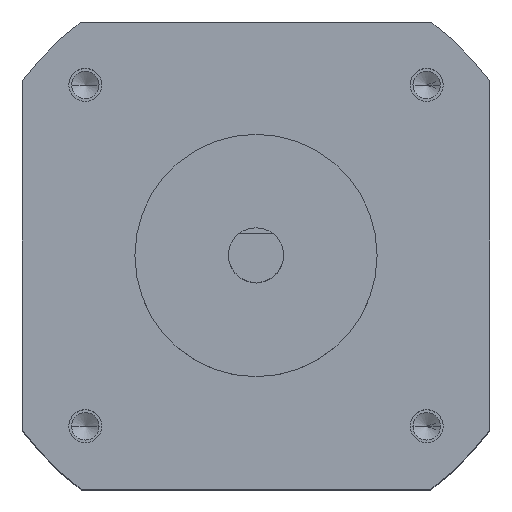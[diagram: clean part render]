
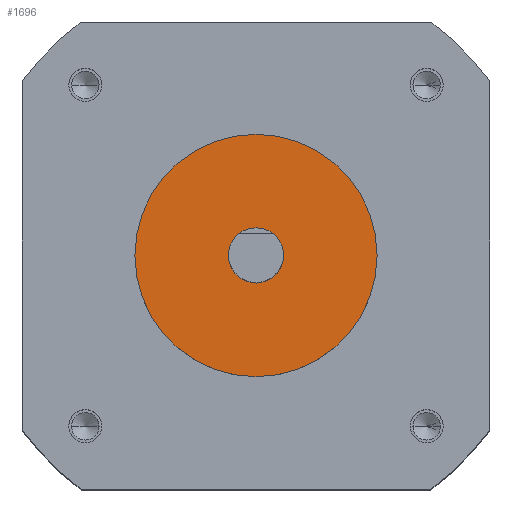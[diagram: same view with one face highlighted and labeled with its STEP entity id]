
A CAD part, top view. The second image highlights one B-rep face of the part: STEP entity #1696.
In plain terms, the highlighted planar face has unit normal (0, 0, 1).
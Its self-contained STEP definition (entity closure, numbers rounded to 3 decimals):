
#29 = CARTESIAN_POINT ( 'NONE',  ( -2.5, 0., 2. ) ) ;
#35 = VERTEX_POINT ( 'NONE', #512 ) ;
#55 = EDGE_LOOP ( 'NONE', ( #630, #1623 ) ) ;
#89 = AXIS2_PLACEMENT_3D ( 'NONE', #982, #1418, #326 ) ;
#118 = EDGE_CURVE ( 'NONE', #450, #1131, #1789, .T. ) ;
#127 = CARTESIAN_POINT ( 'NONE',  ( 0., 0., 2. ) ) ;
#269 = FACE_BOUND ( 'NONE', #55, .T. ) ;
#277 = DIRECTION ( 'NONE',  ( -1., 0., 0. ) ) ;
#326 = DIRECTION ( 'NONE',  ( -1., 0., 0. ) ) ;
#352 = EDGE_CURVE ( 'NONE', #1131, #450, #1602, .T. ) ;
#358 = DIRECTION ( 'NONE',  ( -1., 0., 0. ) ) ;
#361 = EDGE_CURVE ( 'NONE', #35, #1650, #1648, .T. ) ;
#383 = PLANE ( 'NONE',  #1776 ) ;
#394 = CARTESIAN_POINT ( 'NONE',  ( 0., 0., 2. ) ) ;
#450 = VERTEX_POINT ( 'NONE', #832 ) ;
#465 = DIRECTION ( 'NONE',  ( 0., 0., -1. ) ) ;
#512 = CARTESIAN_POINT ( 'NONE',  ( 11., 0., 2. ) ) ;
#630 = ORIENTED_EDGE ( 'NONE', *, *, #352, .T. ) ;
#649 = CARTESIAN_POINT ( 'NONE',  ( -11., 0., 2. ) ) ;
#739 = AXIS2_PLACEMENT_3D ( 'NONE', #127, #1751, #1504 ) ;
#759 = AXIS2_PLACEMENT_3D ( 'NONE', #1100, #806, #277 ) ;
#806 = DIRECTION ( 'NONE',  ( 0., 0., -1. ) ) ;
#832 = CARTESIAN_POINT ( 'NONE',  ( 2.5, 0., 2. ) ) ;
#982 = CARTESIAN_POINT ( 'NONE',  ( 0., 0., 2. ) ) ;
#1059 = CIRCLE ( 'NONE', #89, 11. ) ;
#1100 = CARTESIAN_POINT ( 'NONE',  ( 0., 0., 2. ) ) ;
#1131 = VERTEX_POINT ( 'NONE', #29 ) ;
#1169 = ORIENTED_EDGE ( 'NONE', *, *, #1357, .F. ) ;
#1296 = DIRECTION ( 'NONE',  ( -1., 0., 0. ) ) ;
#1356 = FACE_OUTER_BOUND ( 'NONE', #1684, .T. ) ;
#1357 = EDGE_CURVE ( 'NONE', #1650, #35, #1059, .T. ) ;
#1374 = DIRECTION ( 'NONE',  ( 0., 0., -1. ) ) ;
#1418 = DIRECTION ( 'NONE',  ( 0., 0., -1. ) ) ;
#1426 = AXIS2_PLACEMENT_3D ( 'NONE', #1697, #1374, #1296 ) ;
#1504 = DIRECTION ( 'NONE',  ( -1., 0., 0. ) ) ;
#1602 = CIRCLE ( 'NONE', #759, 2.5 ) ;
#1623 = ORIENTED_EDGE ( 'NONE', *, *, #118, .T. ) ;
#1648 = CIRCLE ( 'NONE', #739, 11. ) ;
#1650 = VERTEX_POINT ( 'NONE', #649 ) ;
#1684 = EDGE_LOOP ( 'NONE', ( #1169, #1890 ) ) ;
#1696 = ADVANCED_FACE ( 'NONE', ( #1356, #269 ), #383, .F. ) ;
#1697 = CARTESIAN_POINT ( 'NONE',  ( 0., 0., 2. ) ) ;
#1751 = DIRECTION ( 'NONE',  ( 0., 0., -1. ) ) ;
#1776 = AXIS2_PLACEMENT_3D ( 'NONE', #394, #465, #358 ) ;
#1789 = CIRCLE ( 'NONE', #1426, 2.5 ) ;
#1890 = ORIENTED_EDGE ( 'NONE', *, *, #361, .F. ) ;
